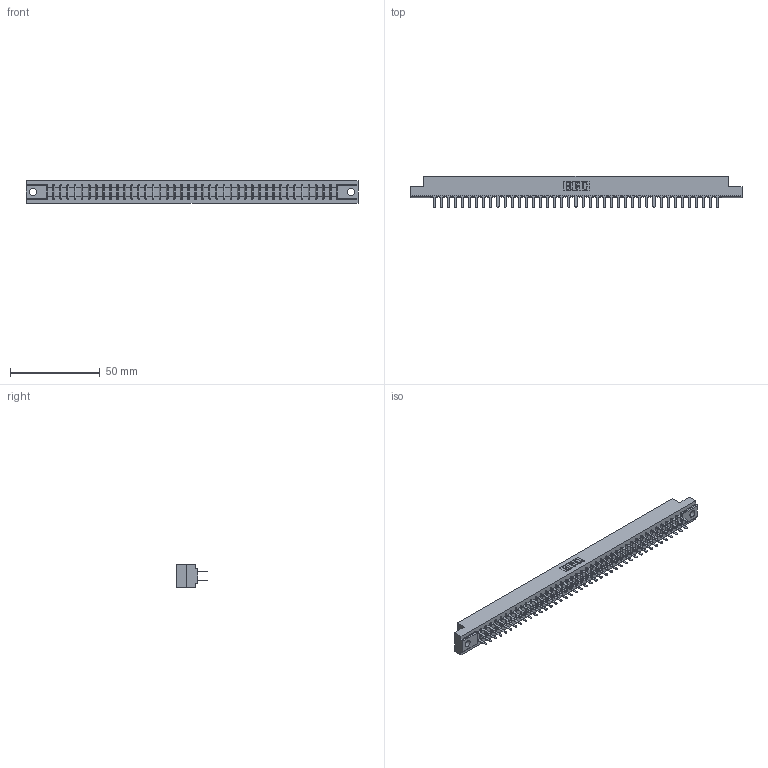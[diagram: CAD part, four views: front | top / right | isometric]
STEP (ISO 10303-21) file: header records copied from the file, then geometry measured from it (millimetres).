
FILE_DESCRIPTION (( 'STEP AP203' ), '1' );
FILE_NAME ('807-082-520-202.STEP', '2021-07-20T17:20:57', ( '' ), ( '' ), 'SwSTEP 2.0', 'SolidWorks 2020', '' );
FILE_SCHEMA (( 'CONFIG_CONTROL_DESIGN' ));
Length unit declared in the file: inch
Products named in the file (3): 307-290-001_520; 807-082-520-202; 807 Part_.128 Dia Mounting Holes
Assembly tree (83 placements, depth 2):
  807-082-520-202
    807 Part_.128 Dia Mounting Holes
    307-290-001_520  x82
Bounding box: 185.47 x 17.42 x 12.7 mm (x, y, z)
Volume: 19687.8 mm3; surface area: 24002.3 mm2
Topology: 83 solids, 83 shells, 3932 faces, 10983 edges, 7098 vertices
Faces by surface type: plane 2612, cylinder 1236, sphere 84
Entity records: 36554 total; most frequent: CARTESIAN_POINT 5977, ORIENTED_EDGE 5922, DIRECTION 5855, EDGE_CURVE 2961, VECTOR 2271, LINE 2271, VERTEX_POINT 1914, AXIS2_PLACEMENT_3D 1792
